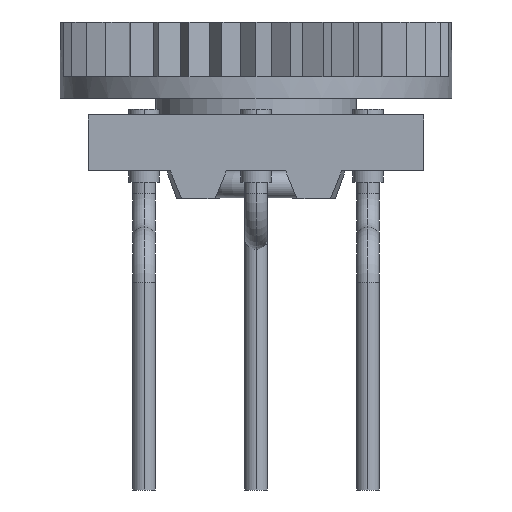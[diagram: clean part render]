
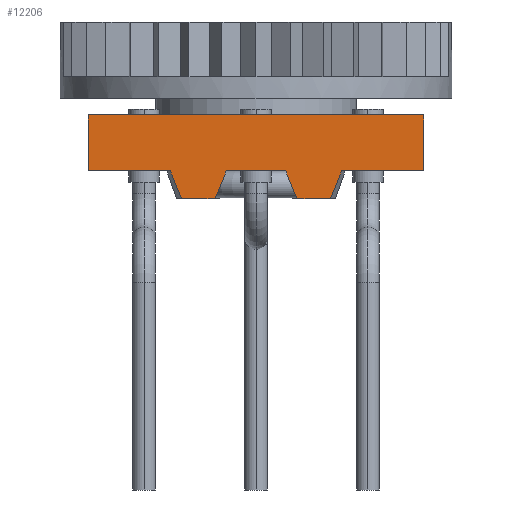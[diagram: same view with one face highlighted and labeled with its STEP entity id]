
A CAD part, front view. The second image highlights one B-rep face of the part: STEP entity #12206.
In plain terms, the highlighted planar face has unit normal (0, -1, 0).
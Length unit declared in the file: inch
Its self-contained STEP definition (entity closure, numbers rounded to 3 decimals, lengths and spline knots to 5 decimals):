
#2806=DIRECTION('',(1.,0.,0.));
#2807=VECTOR('',#2806,0.3);
#2808=CARTESIAN_POINT('',(-0.15,-0.2,0.05));
#2809=LINE('',#2808,#2807);
#3067=DIRECTION('',(1.,0.,0.));
#3068=VECTOR('',#3067,0.0735);
#3069=CARTESIAN_POINT('',(-0.15,-0.2,0.));
#3070=LINE('',#3069,#3068);
#3084=DIRECTION('',(1.,0.,0.));
#3085=VECTOR('',#3084,0.053);
#3086=CARTESIAN_POINT('',(-0.0265,-0.2,0.));
#3087=LINE('',#3086,#3085);
#3101=DIRECTION('',(1.,0.,0.));
#3102=VECTOR('',#3101,0.0735);
#3103=CARTESIAN_POINT('',(0.0765,-0.2,0.));
#3104=LINE('',#3103,#3102);
#3171=DIRECTION('',(0.,0.,1.));
#3172=VECTOR('',#3171,0.05);
#3173=CARTESIAN_POINT('',(0.15,-0.2,0.));
#3174=LINE('',#3173,#3172);
#3175=DIRECTION('',(0.371,0.,-0.928));
#3176=VECTOR('',#3175,0.02693);
#3177=CARTESIAN_POINT('',(-0.0765,-0.2,0.));
#3178=LINE('',#3177,#3176);
#3179=DIRECTION('',(0.,0.,1.));
#3180=VECTOR('',#3179,0.05);
#3181=CARTESIAN_POINT('',(-0.15,-0.2,0.));
#3182=LINE('',#3181,#3180);
#3183=DIRECTION('',(-0.371,0.,-0.928));
#3184=VECTOR('',#3183,0.02693);
#3185=CARTESIAN_POINT('',(0.0765,-0.2,0.));
#3186=LINE('',#3185,#3184);
#3187=DIRECTION('',(-0.371,0.,-0.928));
#3188=VECTOR('',#3187,0.02693);
#3189=CARTESIAN_POINT('',(-0.0265,-0.2,0.));
#3190=LINE('',#3189,#3188);
#3199=DIRECTION('',(1.,0.,0.));
#3200=VECTOR('',#3199,0.03);
#3201=CARTESIAN_POINT('',(-0.0665,-0.2,-0.025));
#3202=LINE('',#3201,#3200);
#3224=DIRECTION('',(0.371,0.,-0.928));
#3225=VECTOR('',#3224,0.02693);
#3226=CARTESIAN_POINT('',(0.0265,-0.2,0.));
#3227=LINE('',#3226,#3225);
#3228=DIRECTION('',(-1.,0.,0.));
#3229=VECTOR('',#3228,0.03);
#3230=CARTESIAN_POINT('',(0.0665,-0.2,-0.025));
#3231=LINE('',#3230,#3229);
#6834=CARTESIAN_POINT('',(-0.15,-0.2,0.));
#6836=VERTEX_POINT('',#6834);
#6837=CARTESIAN_POINT('',(0.15,-0.2,0.));
#6839=VERTEX_POINT('',#6837);
#6842=CARTESIAN_POINT('',(-0.15,-0.2,0.05));
#6844=VERTEX_POINT('',#6842);
#6845=CARTESIAN_POINT('',(0.15,-0.2,0.05));
#6846=VERTEX_POINT('',#6845);
#6849=CARTESIAN_POINT('',(0.0665,-0.2,-0.025));
#6850=CARTESIAN_POINT('',(0.0365,-0.2,-0.025));
#6851=VERTEX_POINT('',#6849);
#6852=VERTEX_POINT('',#6850);
#6857=CARTESIAN_POINT('',(0.0265,-0.2,0.));
#6859=VERTEX_POINT('',#6857);
#6863=CARTESIAN_POINT('',(0.0765,-0.2,0.));
#6864=VERTEX_POINT('',#6863);
#6865=CARTESIAN_POINT('',(-0.0665,-0.2,-0.025));
#6866=CARTESIAN_POINT('',(-0.0365,-0.2,-0.025));
#6867=VERTEX_POINT('',#6865);
#6868=VERTEX_POINT('',#6866);
#6873=CARTESIAN_POINT('',(-0.0265,-0.2,0.));
#6875=VERTEX_POINT('',#6873);
#6879=CARTESIAN_POINT('',(-0.0765,-0.2,0.));
#6880=VERTEX_POINT('',#6879);
#12181=CARTESIAN_POINT('',(-0.15,-0.2,0.));
#12182=DIRECTION('',(0.,-1.,0.));
#12183=DIRECTION('',(1.,0.,0.));
#12184=AXIS2_PLACEMENT_3D('',#12181,#12182,#12183);
#12185=PLANE('',#12184);
#12186=ORIENTED_EDGE('',*,*,#12103,.F.);
#12188=ORIENTED_EDGE('',*,*,#12187,.T.);
#12190=ORIENTED_EDGE('',*,*,#12189,.F.);
#12192=ORIENTED_EDGE('',*,*,#12191,.F.);
#12193=ORIENTED_EDGE('',*,*,#12095,.F.);
#12194=ORIENTED_EDGE('',*,*,#12063,.T.);
#12195=ORIENTED_EDGE('',*,*,#11691,.T.);
#12196=ORIENTED_EDGE('',*,*,#12174,.F.);
#12197=ORIENTED_EDGE('',*,*,#12111,.F.);
#12199=ORIENTED_EDGE('',*,*,#12198,.T.);
#12201=ORIENTED_EDGE('',*,*,#12200,.T.);
#12203=ORIENTED_EDGE('',*,*,#12202,.F.);
#12204=EDGE_LOOP('',(#12186,#12188,#12190,#12192,#12193,#12194,#12195,#12196,
#12197,#12199,#12201,#12203));
#12205=FACE_OUTER_BOUND('',#12204,.F.);
#12206=ADVANCED_FACE('',(#12205),#12185,.T.);
#11691=EDGE_CURVE('',#6844,#6846,#2809,.T.);
#12063=EDGE_CURVE('',#6836,#6844,#3182,.T.);
#12095=EDGE_CURVE('',#6836,#6880,#3070,.T.);
#12103=EDGE_CURVE('',#6875,#6859,#3087,.T.);
#12111=EDGE_CURVE('',#6864,#6839,#3104,.T.);
#12174=EDGE_CURVE('',#6839,#6846,#3174,.T.);
#12187=EDGE_CURVE('',#6875,#6868,#3190,.T.);
#12189=EDGE_CURVE('',#6867,#6868,#3202,.T.);
#12191=EDGE_CURVE('',#6880,#6867,#3178,.T.);
#12198=EDGE_CURVE('',#6864,#6851,#3186,.T.);
#12200=EDGE_CURVE('',#6851,#6852,#3231,.T.);
#12202=EDGE_CURVE('',#6859,#6852,#3227,.T.);
